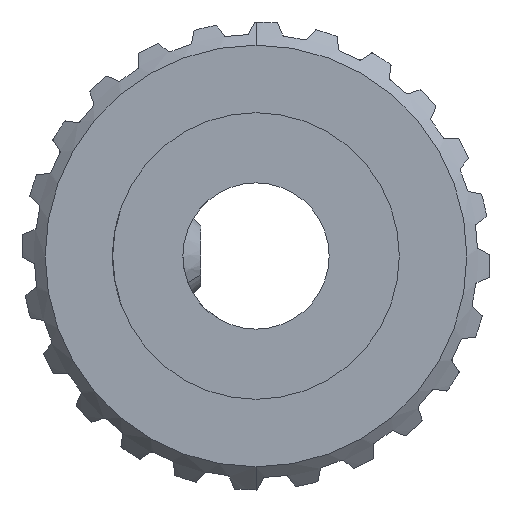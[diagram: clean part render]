
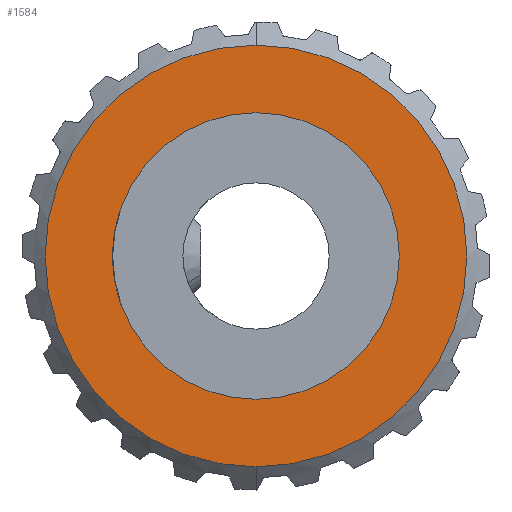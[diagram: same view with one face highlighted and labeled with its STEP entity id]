
A CAD part, front view. The second image highlights one B-rep face of the part: STEP entity #1584.
In plain terms, the highlighted planar face has unit normal (0, -1, 0).
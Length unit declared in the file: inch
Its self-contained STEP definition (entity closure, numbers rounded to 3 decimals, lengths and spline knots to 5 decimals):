
#196 = CARTESIAN_POINT ( 'NONE',  ( 0., 0.0542, 0. ) ) ;
#1307 = VERTEX_POINT ( 'NONE', #3733 ) ;
#1584 = ADVANCED_FACE ( 'NONE', ( #5753, #2103 ), #12970, .T. ) ;
#1622 = DIRECTION ( 'NONE',  ( 0., -1., 0. ) ) ;
#2103 = FACE_BOUND ( 'NONE', #4791, .T. ) ;
#2749 = AXIS2_PLACEMENT_3D ( 'NONE', #18895, #8705, #5867 ) ;
#3022 = EDGE_CURVE ( 'NONE', #10849, #16062, #18588, .T. ) ;
#3112 = ORIENTED_EDGE ( 'NONE', *, *, #4353, .F. ) ;
#3712 = ORIENTED_EDGE ( 'NONE', *, *, #3022, .F. ) ;
#3733 = CARTESIAN_POINT ( 'NONE',  ( 0., 0.0542, 0.36045 ) ) ;
#4353 = EDGE_CURVE ( 'NONE', #1307, #4458, #12606, .T. ) ;
#4458 = VERTEX_POINT ( 'NONE', #17002 ) ;
#4791 = EDGE_LOOP ( 'NONE', ( #3712, #10594 ) ) ;
#5431 = CIRCLE ( 'NONE', #12895, 0.245 ) ;
#5753 = FACE_OUTER_BOUND ( 'NONE', #8098, .T. ) ;
#5867 = DIRECTION ( 'NONE',  ( 0., 0., -1. ) ) ;
#6192 = AXIS2_PLACEMENT_3D ( 'NONE', #196, #1622, #11913 ) ;
#6489 = DIRECTION ( 'NONE',  ( 0., 0., -1. ) ) ;
#7540 = CARTESIAN_POINT ( 'NONE',  ( 0., 0.0542, 0. ) ) ;
#7694 = EDGE_CURVE ( 'NONE', #16062, #10849, #5431, .T. ) ;
#7919 = DIRECTION ( 'NONE',  ( 0., -1., 0. ) ) ;
#8098 = EDGE_LOOP ( 'NONE', ( #3112, #17773 ) ) ;
#8577 = EDGE_CURVE ( 'NONE', #4458, #1307, #14489, .T. ) ;
#8705 = DIRECTION ( 'NONE',  ( 0., -1., 0. ) ) ;
#8901 = CARTESIAN_POINT ( 'NONE',  ( 0., 0.0542, -0.245 ) ) ;
#9639 = CARTESIAN_POINT ( 'NONE',  ( 0., 0.0542, 0. ) ) ;
#9771 = DIRECTION ( 'NONE',  ( 0., 0., -1. ) ) ;
#9982 = AXIS2_PLACEMENT_3D ( 'NONE', #9639, #11299, #9771 ) ;
#10594 = ORIENTED_EDGE ( 'NONE', *, *, #7694, .F. ) ;
#10849 = VERTEX_POINT ( 'NONE', #11194 ) ;
#11194 = CARTESIAN_POINT ( 'NONE',  ( 0., 0.0542, 0.245 ) ) ;
#11299 = DIRECTION ( 'NONE',  ( 0., 1., 0. ) ) ;
#11913 = DIRECTION ( 'NONE',  ( 0., 0., -1. ) ) ;
#12606 = CIRCLE ( 'NONE', #17279, 0.36045 ) ;
#12895 = AXIS2_PLACEMENT_3D ( 'NONE', #18342, #7919, #6489 ) ;
#12970 = PLANE ( 'NONE',  #2749 ) ;
#14489 = CIRCLE ( 'NONE', #9982, 0.36045 ) ;
#14921 = DIRECTION ( 'NONE',  ( 0., 1., 0. ) ) ;
#16062 = VERTEX_POINT ( 'NONE', #8901 ) ;
#16394 = DIRECTION ( 'NONE',  ( 0., 0., -1. ) ) ;
#17002 = CARTESIAN_POINT ( 'NONE',  ( 0., 0.0542, -0.36045 ) ) ;
#17279 = AXIS2_PLACEMENT_3D ( 'NONE', #7540, #14921, #16394 ) ;
#17773 = ORIENTED_EDGE ( 'NONE', *, *, #8577, .F. ) ;
#18342 = CARTESIAN_POINT ( 'NONE',  ( 0., 0.0542, 0. ) ) ;
#18588 = CIRCLE ( 'NONE', #6192, 0.245 ) ;
#18895 = CARTESIAN_POINT ( 'NONE',  ( 0., 0.0542, 0. ) ) ;
